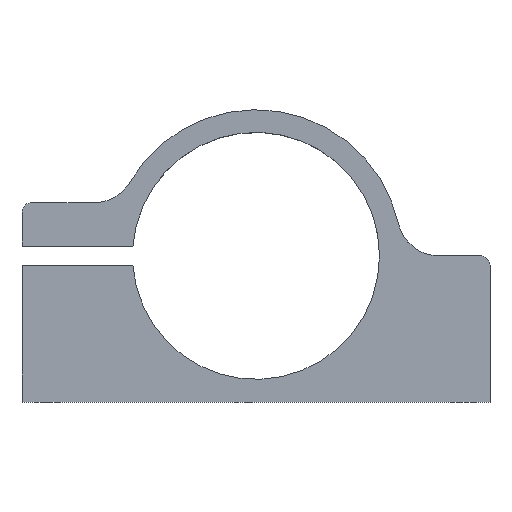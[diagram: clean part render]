
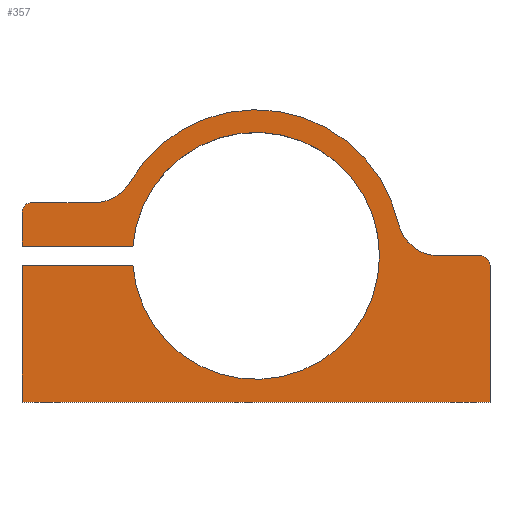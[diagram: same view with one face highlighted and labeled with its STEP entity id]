
A CAD part, top view. The second image highlights one B-rep face of the part: STEP entity #357.
In plain terms, the highlighted planar face has unit normal (0, 0, 1).
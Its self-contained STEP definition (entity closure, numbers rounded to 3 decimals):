
#22=PLANE('',#402);
#33=FACE_OUTER_BOUND('',#53,.T.);
#53=EDGE_LOOP('',(#253,#254,#255,#256,#257,#258,#259,#260,#261,#262,#263,
#264,#265,#266));
#76=CIRCLE('',#399,19.);
#78=CIRCLE('',#403,1.5);
#79=CIRCLE('',#404,6.35);
#80=CIRCLE('',#405,22.48);
#81=CIRCLE('',#406,6.35);
#82=CIRCLE('',#407,1.5);
#95=LINE('',#555,#128);
#98=LINE('',#563,#131);
#99=LINE('',#565,#132);
#100=LINE('',#567,#133);
#101=LINE('',#569,#134);
#102=LINE('',#573,#135);
#103=LINE('',#581,#136);
#104=LINE('',#584,#137);
#128=VECTOR('',#446,1000.);
#131=VECTOR('',#453,1000.);
#132=VECTOR('',#454,1000.);
#133=VECTOR('',#455,1000.);
#134=VECTOR('',#456,1000.);
#135=VECTOR('',#459,1000.);
#136=VECTOR('',#466,1000.);
#137=VECTOR('',#469,1000.);
#160=VERTEX_POINT('',#546);
#162=VERTEX_POINT('',#550);
#163=VERTEX_POINT('',#554);
#166=VERTEX_POINT('',#562);
#167=VERTEX_POINT('',#564);
#168=VERTEX_POINT('',#566);
#169=VERTEX_POINT('',#568);
#170=VERTEX_POINT('',#570);
#171=VERTEX_POINT('',#572);
#172=VERTEX_POINT('',#574);
#173=VERTEX_POINT('',#576);
#174=VERTEX_POINT('',#578);
#175=VERTEX_POINT('',#580);
#176=VERTEX_POINT('',#582);
#196=EDGE_CURVE('',#160,#162,#76,.T.);
#197=EDGE_CURVE('',#160,#163,#95,.T.);
#201=EDGE_CURVE('',#162,#166,#98,.T.);
#202=EDGE_CURVE('',#166,#167,#99,.T.);
#203=EDGE_CURVE('',#167,#168,#100,.T.);
#204=EDGE_CURVE('',#168,#169,#101,.T.);
#205=EDGE_CURVE('',#169,#170,#78,.T.);
#206=EDGE_CURVE('',#170,#171,#102,.T.);
#207=EDGE_CURVE('',#171,#172,#79,.T.);
#208=EDGE_CURVE('',#172,#173,#80,.T.);
#209=EDGE_CURVE('',#173,#174,#81,.T.);
#210=EDGE_CURVE('',#175,#174,#103,.T.);
#211=EDGE_CURVE('',#175,#176,#82,.T.);
#212=EDGE_CURVE('',#163,#176,#104,.T.);
#253=ORIENTED_EDGE('',*,*,#196,.T.);
#254=ORIENTED_EDGE('',*,*,#201,.T.);
#255=ORIENTED_EDGE('',*,*,#202,.T.);
#256=ORIENTED_EDGE('',*,*,#203,.T.);
#257=ORIENTED_EDGE('',*,*,#204,.T.);
#258=ORIENTED_EDGE('',*,*,#205,.T.);
#259=ORIENTED_EDGE('',*,*,#206,.T.);
#260=ORIENTED_EDGE('',*,*,#207,.T.);
#261=ORIENTED_EDGE('',*,*,#208,.T.);
#262=ORIENTED_EDGE('',*,*,#209,.T.);
#263=ORIENTED_EDGE('',*,*,#210,.F.);
#264=ORIENTED_EDGE('',*,*,#211,.T.);
#265=ORIENTED_EDGE('',*,*,#212,.F.);
#266=ORIENTED_EDGE('',*,*,#197,.F.);
#357=ADVANCED_FACE('',(#33),#22,.T.);
#399=AXIS2_PLACEMENT_3D('',#552,#442,#443);
#402=AXIS2_PLACEMENT_3D('',#561,#451,#452);
#403=AXIS2_PLACEMENT_3D('',#571,#457,#458);
#404=AXIS2_PLACEMENT_3D('',#575,#460,#461);
#405=AXIS2_PLACEMENT_3D('',#577,#462,#463);
#406=AXIS2_PLACEMENT_3D('',#579,#464,#465);
#407=AXIS2_PLACEMENT_3D('',#583,#467,#468);
#442=DIRECTION('center_axis',(0.,0.,-1.));
#443=DIRECTION('ref_axis',(1.,0.,0.));
#446=DIRECTION('',(-1.,0.,0.));
#451=DIRECTION('center_axis',(0.,0.,1.));
#452=DIRECTION('ref_axis',(1.,0.,0.));
#453=DIRECTION('',(-1.,0.,0.));
#454=DIRECTION('',(0.,-1.,0.));
#455=DIRECTION('',(1.,0.,0.));
#456=DIRECTION('',(0.,1.,0.));
#457=DIRECTION('center_axis',(0.,0.,1.));
#458=DIRECTION('ref_axis',(1.,0.,0.));
#459=DIRECTION('',(-1.,0.,0.));
#460=DIRECTION('center_axis',(0.,0.,-1.));
#461=DIRECTION('ref_axis',(1.,0.,0.));
#462=DIRECTION('center_axis',(0.,0.,1.));
#463=DIRECTION('ref_axis',(1.,0.,0.));
#464=DIRECTION('center_axis',(0.,0.,-1.));
#465=DIRECTION('ref_axis',(1.,0.,0.));
#466=DIRECTION('',(1.,0.,0.));
#467=DIRECTION('center_axis',(0.,0.,1.));
#468=DIRECTION('ref_axis',(1.,0.,0.));
#469=DIRECTION('',(0.,1.,0.));
#546=CARTESIAN_POINT('',(-7.8,1.614,0.401));
#550=CARTESIAN_POINT('',(-7.8,-1.386,0.401));
#552=CARTESIAN_POINT('Origin',(11.141,0.114,0.401));
#554=CARTESIAN_POINT('',(-24.859,1.614,0.401));
#555=CARTESIAN_POINT('',(-11.289,1.614,0.401));
#561=CARTESIAN_POINT('Origin',(11.141,0.114,0.401));
#562=CARTESIAN_POINT('',(-24.859,-1.386,0.401));
#563=CARTESIAN_POINT('',(-11.289,-1.386,0.401));
#564=CARTESIAN_POINT('',(-24.859,-22.386,0.401));
#565=CARTESIAN_POINT('',(-24.859,-1.386,0.401));
#566=CARTESIAN_POINT('',(47.141,-22.386,0.401));
#567=CARTESIAN_POINT('',(-24.859,-22.386,0.401));
#568=CARTESIAN_POINT('',(47.141,-1.386,0.401));
#569=CARTESIAN_POINT('',(47.141,-22.386,0.401));
#570=CARTESIAN_POINT('',(45.641,0.114,0.401));
#571=CARTESIAN_POINT('Origin',(45.641,-1.386,0.401));
#572=CARTESIAN_POINT('',(39.263,0.114,0.401));
#573=CARTESIAN_POINT('',(47.141,0.114,0.401));
#574=CARTESIAN_POINT('',(33.069,5.065,0.401));
#575=CARTESIAN_POINT('Origin',(39.263,6.464,0.401));
#576=CARTESIAN_POINT('',(-8.271,11.452,0.401));
#577=CARTESIAN_POINT('Origin',(11.141,0.114,0.401));
#578=CARTESIAN_POINT('',(-13.754,8.305,0.401));
#579=CARTESIAN_POINT('Origin',(-13.754,14.655,0.401));
#580=CARTESIAN_POINT('',(-23.359,8.305,0.401));
#581=CARTESIAN_POINT('',(-24.859,8.305,0.401));
#582=CARTESIAN_POINT('',(-24.859,6.805,0.401));
#583=CARTESIAN_POINT('Origin',(-23.359,6.805,0.401));
#584=CARTESIAN_POINT('',(-24.859,1.614,0.401));
